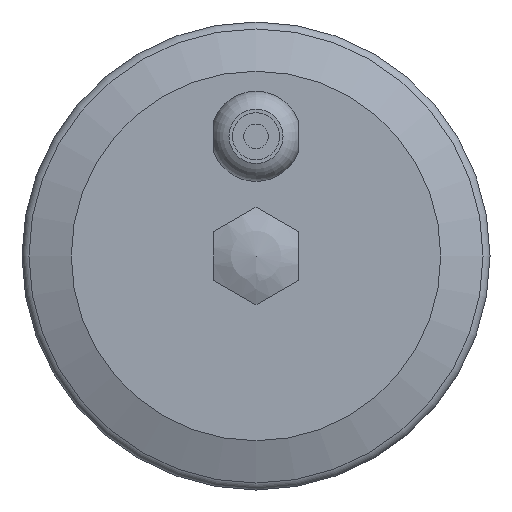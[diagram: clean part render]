
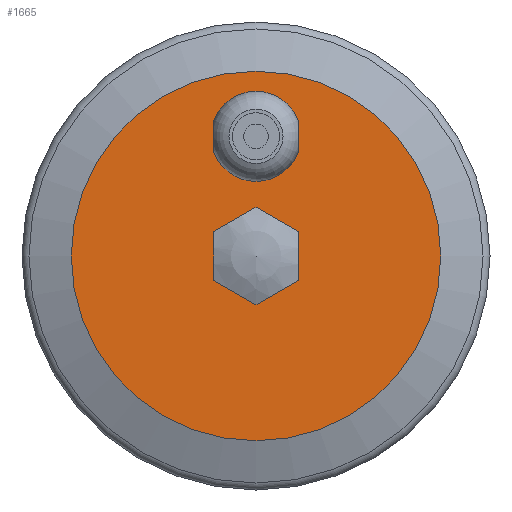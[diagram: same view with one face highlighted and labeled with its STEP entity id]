
A CAD part, left-side view. The second image highlights one B-rep face of the part: STEP entity #1665.
In plain terms, the highlighted planar face has unit normal (-1, 0, 0).
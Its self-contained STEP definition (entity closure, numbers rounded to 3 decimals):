
#33=PLANE('',#1786);
#101=LINE('',#2441,#131);
#103=LINE('',#2447,#133);
#105=LINE('',#2453,#135);
#107=LINE('',#2459,#137);
#109=LINE('',#2465,#139);
#110=LINE('',#2468,#140);
#111=LINE('',#2470,#141);
#112=LINE('',#2471,#142);
#131=VECTOR('',#1995,1000.);
#133=VECTOR('',#2001,1000.);
#135=VECTOR('',#2007,1000.);
#137=VECTOR('',#2013,1000.);
#139=VECTOR('',#2019,1000.);
#140=VECTOR('',#2024,1000.);
#141=VECTOR('',#2027,1000.);
#142=VECTOR('',#2028,1000.);
#220=ORIENTED_EDGE('',*,*,#405,.F.);
#221=ORIENTED_EDGE('',*,*,#444,.F.);
#222=ORIENTED_EDGE('',*,*,#414,.F.);
#223=ORIENTED_EDGE('',*,*,#445,.T.);
#224=ORIENTED_EDGE('',*,*,#446,.T.);
#225=ORIENTED_EDGE('',*,*,#443,.T.);
#226=ORIENTED_EDGE('',*,*,#429,.T.);
#227=ORIENTED_EDGE('',*,*,#432,.T.);
#228=ORIENTED_EDGE('',*,*,#435,.T.);
#229=ORIENTED_EDGE('',*,*,#438,.T.);
#230=ORIENTED_EDGE('',*,*,#441,.T.);
#405=EDGE_CURVE('',#523,#524,#622,.T.);
#414=EDGE_CURVE('',#531,#533,#626,.T.);
#429=EDGE_CURVE('',#539,#541,#101,.T.);
#432=EDGE_CURVE('',#541,#543,#103,.T.);
#435=EDGE_CURVE('',#543,#545,#105,.T.);
#438=EDGE_CURVE('',#545,#547,#107,.T.);
#441=EDGE_CURVE('',#547,#549,#109,.T.);
#443=EDGE_CURVE('',#549,#539,#110,.T.);
#444=EDGE_CURVE('',#533,#523,#111,.T.);
#445=EDGE_CURVE('',#531,#524,#112,.T.);
#446=EDGE_CURVE('',#550,#550,#637,.T.);
#523=VERTEX_POINT('',#2333);
#524=VERTEX_POINT('',#2334);
#531=VERTEX_POINT('',#2351);
#533=VERTEX_POINT('',#2354);
#539=VERTEX_POINT('',#2436);
#541=VERTEX_POINT('',#2440);
#543=VERTEX_POINT('',#2446);
#545=VERTEX_POINT('',#2452);
#547=VERTEX_POINT('',#2458);
#549=VERTEX_POINT('',#2464);
#550=VERTEX_POINT('',#2473);
#622=CIRCLE('',#1760,12.8);
#626=CIRCLE('',#1766,12.8);
#637=CIRCLE('',#1787,52.5);
#717=EDGE_LOOP('',(#220,#221,#222,#223));
#718=EDGE_LOOP('',(#224));
#719=EDGE_LOOP('',(#225,#226,#227,#228,#229,#230));
#871=FACE_BOUND('',#717,.T.);
#872=FACE_BOUND('',#718,.T.);
#873=FACE_BOUND('',#719,.T.);
#1665=ADVANCED_FACE('',(#871,#872,#873),#33,.T.);
#1760=AXIS2_PLACEMENT_3D('',#2332,#1955,#1956);
#1766=AXIS2_PLACEMENT_3D('',#2353,#1972,#1973);
#1786=AXIS2_PLACEMENT_3D('',#2469,#2025,#2026);
#1787=AXIS2_PLACEMENT_3D('',#2472,#2029,#2030);
#1955=DIRECTION('',(-1.,0.,0.));
#1956=DIRECTION('',(0.,0.,1.));
#1972=DIRECTION('',(-1.,0.,0.));
#1973=DIRECTION('',(0.,0.,1.));
#1995=DIRECTION('',(0.,0.866,0.5));
#2001=DIRECTION('',(0.,0.,1.));
#2007=DIRECTION('',(0.,-0.866,0.5));
#2013=DIRECTION('',(0.,-0.866,-0.5));
#2019=DIRECTION('',(0.,0.,-1.));
#2024=DIRECTION('',(0.,0.866,-0.5));
#2025=DIRECTION('',(-1.,0.,0.));
#2026=DIRECTION('',(0.,0.,1.));
#2027=DIRECTION('',(0.,0.,-1.));
#2028=DIRECTION('',(0.,0.,-1.));
#2029=DIRECTION('',(-1.,0.,0.));
#2030=DIRECTION('',(0.,0.,1.));
#2332=CARTESIAN_POINT('',(-224.5,0.,34.));
#2333=CARTESIAN_POINT('',(-224.5,12.,29.546));
#2334=CARTESIAN_POINT('',(-224.5,-12.,29.546));
#2351=CARTESIAN_POINT('',(-224.5,-12.,38.454));
#2353=CARTESIAN_POINT('',(-224.5,0.,34.));
#2354=CARTESIAN_POINT('',(-224.5,12.,38.454));
#2436=CARTESIAN_POINT('',(-224.5,0.,-13.856));
#2440=CARTESIAN_POINT('',(-224.5,12.,-6.928));
#2441=CARTESIAN_POINT('',(-224.5,0.,-13.856));
#2446=CARTESIAN_POINT('',(-224.5,12.,6.928));
#2447=CARTESIAN_POINT('',(-224.5,12.,-6.928));
#2452=CARTESIAN_POINT('',(-224.5,0.,13.856));
#2453=CARTESIAN_POINT('',(-224.5,12.,6.928));
#2458=CARTESIAN_POINT('',(-224.5,-12.,6.928));
#2459=CARTESIAN_POINT('',(-224.5,0.,13.856));
#2464=CARTESIAN_POINT('',(-224.5,-12.,-6.928));
#2465=CARTESIAN_POINT('',(-224.5,-12.,6.928));
#2468=CARTESIAN_POINT('',(-224.5,-12.,-6.928));
#2469=CARTESIAN_POINT('',(-224.5,0.,52.5));
#2470=CARTESIAN_POINT('',(-224.5,12.,38.454));
#2471=CARTESIAN_POINT('',(-224.5,-12.,38.454));
#2472=CARTESIAN_POINT('',(-224.5,0.,0.));
#2473=CARTESIAN_POINT('',(-224.5,0.,52.5));
